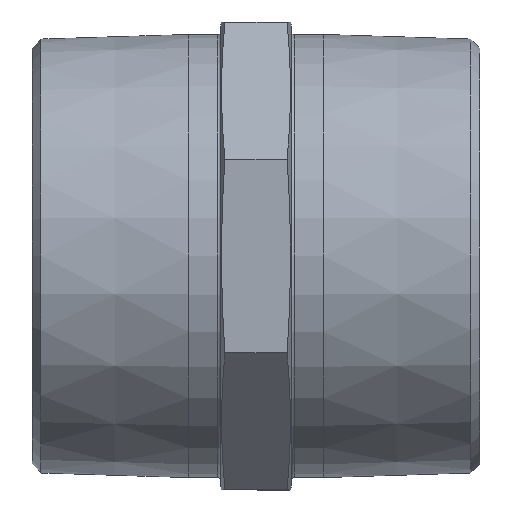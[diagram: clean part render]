
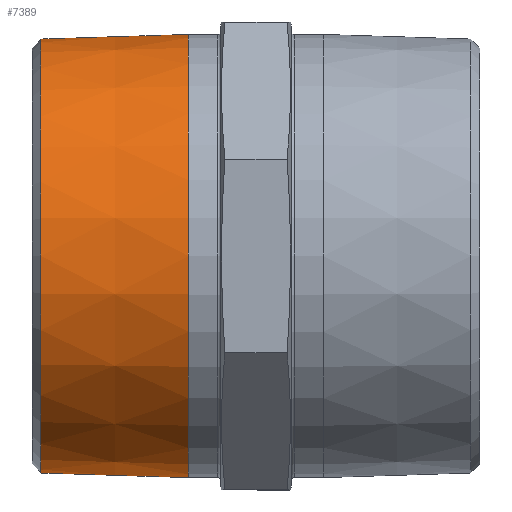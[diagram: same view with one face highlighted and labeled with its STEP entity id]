
A CAD part, front view. The second image highlights one B-rep face of the part: STEP entity #7389.
In plain terms, the highlighted conical face has half-angle 1.79 degrees and reference radius 37.59 mm.
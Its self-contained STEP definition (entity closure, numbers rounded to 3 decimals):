
#321 = DIRECTION ( 'NONE',  ( -1., 0., 0. ) ) ;
#346 = CARTESIAN_POINT ( 'NONE',  ( -36.771, 0., 37.089 ) ) ;
#810 = ORIENTED_EDGE ( 'NONE', *, *, #13456, .T. ) ;
#833 = AXIS2_PLACEMENT_3D ( 'NONE', #13327, #321, #2767 ) ;
#2767 = DIRECTION ( 'NONE',  ( 0., 0., 1. ) ) ;
#3713 = DIRECTION ( 'NONE',  ( 1., 0., 0. ) ) ;
#4141 = CARTESIAN_POINT ( 'NONE',  ( -20.75, 0., 0. ) ) ;
#4301 = DIRECTION ( 'NONE',  ( 0., 0., -1. ) ) ;
#6170 = EDGE_LOOP ( 'NONE', ( #810 ) ) ;
#6487 = CARTESIAN_POINT ( 'NONE',  ( -36.771, 0., 0. ) ) ;
#6698 = AXIS2_PLACEMENT_3D ( 'NONE', #6487, #3713, #13533 ) ;
#6707 = EDGE_CURVE ( 'NONE', #13674, #13674, #12221, .T. ) ;
#7389 = ADVANCED_FACE ( 'NONE', ( #10317, #10233 ), #11235, .T. ) ;
#7689 = AXIS2_PLACEMENT_3D ( 'NONE', #4141, #12607, #4301 ) ;
#8766 = CARTESIAN_POINT ( 'NONE',  ( -11.55, 0., 37.877 ) ) ;
#9980 = ORIENTED_EDGE ( 'NONE', *, *, #6707, .T. ) ;
#10233 = FACE_OUTER_BOUND ( 'NONE', #10245, .T. ) ;
#10245 = EDGE_LOOP ( 'NONE', ( #9980 ) ) ;
#10317 = FACE_BOUND ( 'NONE', #6170, .T. ) ;
#11235 = CONICAL_SURFACE ( 'NONE', #7689, 37.59, 0.031 ) ;
#12221 = CIRCLE ( 'NONE', #833, 37.877 ) ;
#12607 = DIRECTION ( 'NONE',  ( 1., 0., 0. ) ) ;
#13327 = CARTESIAN_POINT ( 'NONE',  ( -11.55, 0., 0. ) ) ;
#13456 = EDGE_CURVE ( 'NONE', #14535, #14535, #15042, .T. ) ;
#13533 = DIRECTION ( 'NONE',  ( 0., 0., 1. ) ) ;
#13674 = VERTEX_POINT ( 'NONE', #8766 ) ;
#14535 = VERTEX_POINT ( 'NONE', #346 ) ;
#15042 = CIRCLE ( 'NONE', #6698, 37.089 ) ;
